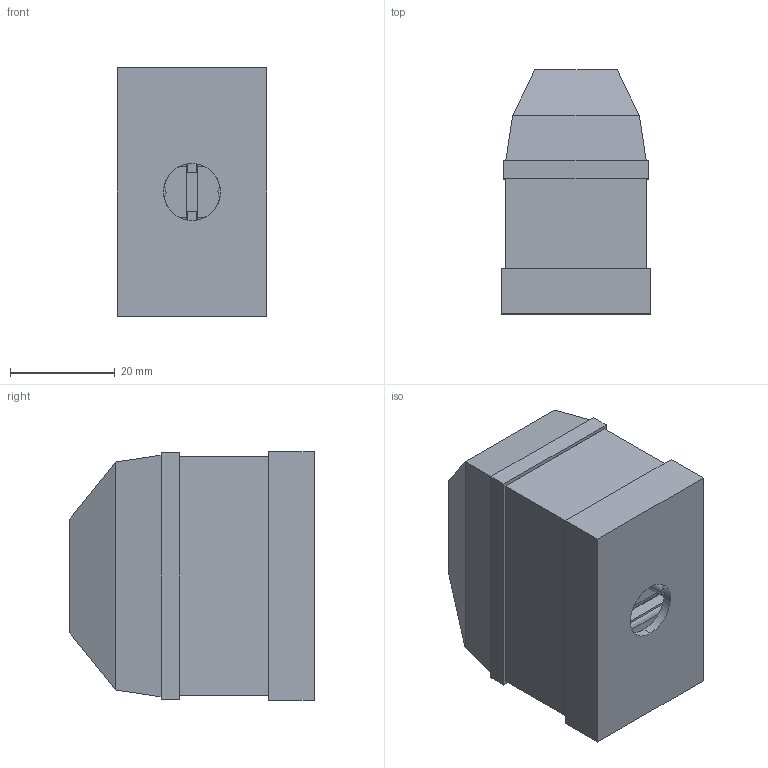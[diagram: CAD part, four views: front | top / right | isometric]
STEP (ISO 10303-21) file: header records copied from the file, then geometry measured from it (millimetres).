
FILE_DESCRIPTION(('FreeCAD Model'),'2;1');
FILE_NAME('Open CASCADE Shape Model','2025-04-25T20:07:46',('FreeCAD'),( 'FreeCAD'),'Open CASCADE STEP processor 7.6','FreeCAD','Unknown');
FILE_SCHEMA(('AUTOMOTIVE_DESIGN { 1 0 10303 214 1 1 1 1 }'));
Length unit declared in the file: millimetre
Products named in the file (1): Open CASCADE STEP translator 7.6 1
Bounding box: 28.63 x 46.71 x 47.5 mm (x, y, z)
Volume: 24746 mm3; surface area: 36215.1 mm2
Topology: 16 solids, 16 shells, 681 faces, 1688 edges, 1052 vertices
Faces by surface type: bspline 681
Entity records: 22808 total; most frequent: CARTESIAN_POINT 13131, ORIENTED_EDGE 3304, EDGE_CURVE 1652, VERTEX_POINT 1052, B_SPLINE_CURVE_WITH_KNOTS 1022, FACE_BOUND 782, EDGE_LOOP 782, ADVANCED_FACE 681
